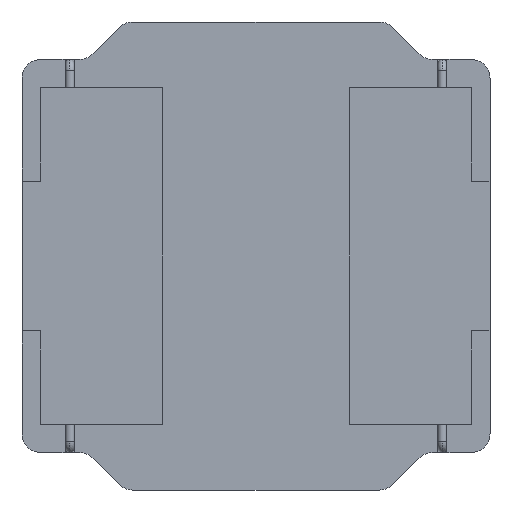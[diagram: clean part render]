
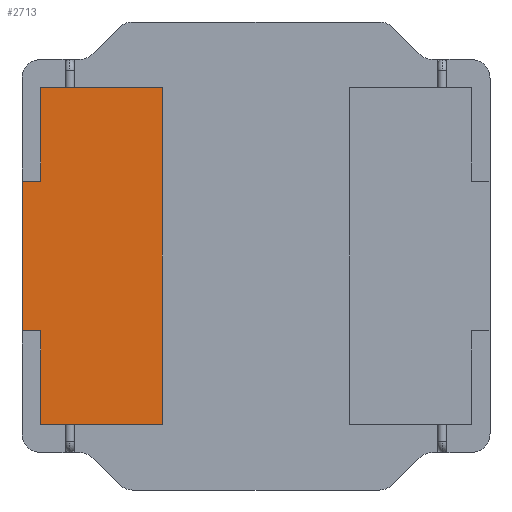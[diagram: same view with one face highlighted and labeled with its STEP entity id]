
A CAD part, front view. The second image highlights one B-rep face of the part: STEP entity #2713.
In plain terms, the highlighted planar face has unit normal (0, -1, 0).
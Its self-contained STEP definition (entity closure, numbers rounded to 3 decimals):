
#3 = DIRECTION ( 'NONE',  ( 1., 0., 0. ) ) ;
#117 = DIRECTION ( 'NONE',  ( -1., 0., 0. ) ) ;
#226 = DIRECTION ( 'NONE',  ( 0., 0., -1. ) ) ;
#230 = VECTOR ( 'NONE', #766, 1000. ) ;
#269 = CARTESIAN_POINT ( 'NONE',  ( -2.3, 0., -0.8 ) ) ;
#291 = EDGE_CURVE ( 'NONE', #2840, #4714, #1545, .T. ) ;
#365 = VECTOR ( 'NONE', #2751, 1000. ) ;
#387 = VECTOR ( 'NONE', #4781, 1000. ) ;
#591 = CARTESIAN_POINT ( 'NONE',  ( -1.99, 0., -1.8 ) ) ;
#652 = DIRECTION ( 'NONE',  ( 0., -1., 0. ) ) ;
#653 = EDGE_CURVE ( 'NONE', #3111, #2840, #3514, .T. ) ;
#695 = VERTEX_POINT ( 'NONE', #3126 ) ;
#742 = CARTESIAN_POINT ( 'NONE',  ( -1., 0., 1.8 ) ) ;
#758 = ORIENTED_EDGE ( 'NONE', *, *, #2431, .T. ) ;
#766 = DIRECTION ( 'NONE',  ( 0., 0., -1. ) ) ;
#931 = CARTESIAN_POINT ( 'NONE',  ( -1., 0., 1.8 ) ) ;
#950 = ORIENTED_EDGE ( 'NONE', *, *, #4646, .T. ) ;
#1000 = DIRECTION ( 'NONE',  ( -1., 0., 0. ) ) ;
#1007 = EDGE_CURVE ( 'NONE', #695, #3070, #3299, .T. ) ;
#1037 = CARTESIAN_POINT ( 'NONE',  ( -2.3, 0., -0.8 ) ) ;
#1059 = VERTEX_POINT ( 'NONE', #4485 ) ;
#1181 = LINE ( 'NONE', #4019, #2686 ) ;
#1411 = CARTESIAN_POINT ( 'NONE',  ( -2.5, 0., 0.8 ) ) ;
#1417 = VECTOR ( 'NONE', #117, 1000. ) ;
#1494 = PLANE ( 'NONE',  #1525 ) ;
#1525 = AXIS2_PLACEMENT_3D ( 'NONE', #5243, #652, #4003 ) ;
#1545 = LINE ( 'NONE', #3088, #3519 ) ;
#1550 = LINE ( 'NONE', #1411, #1417 ) ;
#1559 = ORIENTED_EDGE ( 'NONE', *, *, #291, .T. ) ;
#1560 = VECTOR ( 'NONE', #226, 1000. ) ;
#1598 = LINE ( 'NONE', #4572, #4546 ) ;
#1606 = CARTESIAN_POINT ( 'NONE',  ( -1.99, 0., 1.8 ) ) ;
#1644 = VERTEX_POINT ( 'NONE', #3983 ) ;
#1679 = ORIENTED_EDGE ( 'NONE', *, *, #1007, .T. ) ;
#1725 = VECTOR ( 'NONE', #3683, 1000. ) ;
#1782 = EDGE_CURVE ( 'NONE', #4357, #1059, #2663, .T. ) ;
#1823 = CARTESIAN_POINT ( 'NONE',  ( -2.5, 0., -0.8 ) ) ;
#1870 = LINE ( 'NONE', #742, #1725 ) ;
#1912 = DIRECTION ( 'NONE',  ( 1., 0., 0. ) ) ;
#2181 = VECTOR ( 'NONE', #3210, 1000. ) ;
#2275 = VERTEX_POINT ( 'NONE', #3359 ) ;
#2306 = LINE ( 'NONE', #4909, #230 ) ;
#2359 = CARTESIAN_POINT ( 'NONE',  ( -2.3, 0., 1.8 ) ) ;
#2431 = EDGE_CURVE ( 'NONE', #2275, #695, #1550, .T. ) ;
#2587 = LINE ( 'NONE', #4439, #387 ) ;
#2663 = LINE ( 'NONE', #1037, #1560 ) ;
#2686 = VECTOR ( 'NONE', #1912, 1000. ) ;
#2713 = ADVANCED_FACE ( 'NONE', ( #3186 ), #1494, .T. ) ;
#2751 = DIRECTION ( 'NONE',  ( -1., 0., 0. ) ) ;
#2840 = VERTEX_POINT ( 'NONE', #1606 ) ;
#2883 = EDGE_CURVE ( 'NONE', #1059, #3120, #1598, .T. ) ;
#2950 = ORIENTED_EDGE ( 'NONE', *, *, #1782, .T. ) ;
#3070 = VERTEX_POINT ( 'NONE', #1823 ) ;
#3088 = CARTESIAN_POINT ( 'NONE',  ( -2.3, 0., 1.8 ) ) ;
#3111 = VERTEX_POINT ( 'NONE', #931 ) ;
#3120 = VERTEX_POINT ( 'NONE', #591 ) ;
#3126 = CARTESIAN_POINT ( 'NONE',  ( -2.5, 0., 0.8 ) ) ;
#3186 = FACE_OUTER_BOUND ( 'NONE', #4529, .T. ) ;
#3210 = DIRECTION ( 'NONE',  ( 0., 0., -1. ) ) ;
#3235 = CARTESIAN_POINT ( 'NONE',  ( -2.5, 0., -0.8 ) ) ;
#3260 = ORIENTED_EDGE ( 'NONE', *, *, #5183, .T. ) ;
#3299 = LINE ( 'NONE', #3235, #2181 ) ;
#3350 = ORIENTED_EDGE ( 'NONE', *, *, #653, .T. ) ;
#3359 = CARTESIAN_POINT ( 'NONE',  ( -2.3, 0., 0.8 ) ) ;
#3365 = EDGE_CURVE ( 'NONE', #1644, #3111, #1870, .T. ) ;
#3514 = LINE ( 'NONE', #4870, #365 ) ;
#3519 = VECTOR ( 'NONE', #1000, 1000. ) ;
#3666 = ORIENTED_EDGE ( 'NONE', *, *, #3365, .T. ) ;
#3683 = DIRECTION ( 'NONE',  ( 0., 0., 1. ) ) ;
#3983 = CARTESIAN_POINT ( 'NONE',  ( -1., 0., -1.8 ) ) ;
#4003 = DIRECTION ( 'NONE',  ( 0., 0., -1. ) ) ;
#4019 = CARTESIAN_POINT ( 'NONE',  ( -2.5, 0., -0.8 ) ) ;
#4357 = VERTEX_POINT ( 'NONE', #269 ) ;
#4439 = CARTESIAN_POINT ( 'NONE',  ( -2.3, 0., -1.8 ) ) ;
#4485 = CARTESIAN_POINT ( 'NONE',  ( -2.3, 0., -1.8 ) ) ;
#4487 = ORIENTED_EDGE ( 'NONE', *, *, #2883, .T. ) ;
#4529 = EDGE_LOOP ( 'NONE', ( #758, #1679, #950, #2950, #4487, #4724, #3666, #3350, #1559, #3260 ) ) ;
#4546 = VECTOR ( 'NONE', #3, 1000. ) ;
#4572 = CARTESIAN_POINT ( 'NONE',  ( -2.3, 0., -1.8 ) ) ;
#4646 = EDGE_CURVE ( 'NONE', #3070, #4357, #1181, .T. ) ;
#4714 = VERTEX_POINT ( 'NONE', #2359 ) ;
#4724 = ORIENTED_EDGE ( 'NONE', *, *, #5043, .T. ) ;
#4781 = DIRECTION ( 'NONE',  ( 1., 0., 0. ) ) ;
#4870 = CARTESIAN_POINT ( 'NONE',  ( -2.3, 0., 1.8 ) ) ;
#4909 = CARTESIAN_POINT ( 'NONE',  ( -2.3, 0., 0.8 ) ) ;
#5043 = EDGE_CURVE ( 'NONE', #3120, #1644, #2587, .T. ) ;
#5183 = EDGE_CURVE ( 'NONE', #4714, #2275, #2306, .T. ) ;
#5243 = CARTESIAN_POINT ( 'NONE',  ( 0., 0., 0. ) ) ;
